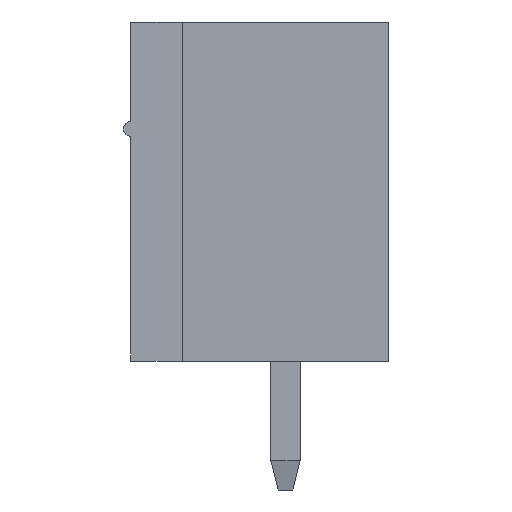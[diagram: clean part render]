
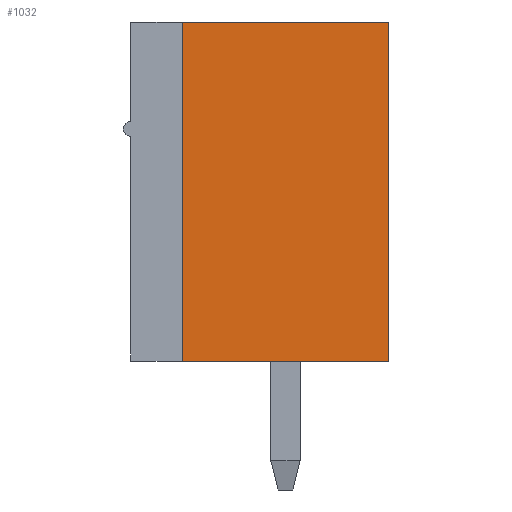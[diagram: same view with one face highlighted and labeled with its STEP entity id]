
A CAD part, left-side view. The second image highlights one B-rep face of the part: STEP entity #1032.
In plain terms, the highlighted planar face has unit normal (-1, 0, 0).
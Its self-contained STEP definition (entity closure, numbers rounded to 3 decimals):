
#1032 = ADVANCED_FACE( '', ( #2089 ), #2090, .F. );
#2089 = FACE_OUTER_BOUND( '', #3171, .T. );
#2090 = PLANE( '', #3172 );
#3171 = EDGE_LOOP( '', ( #6004, #6005, #6006, #6007 ) );
#3172 = AXIS2_PLACEMENT_3D( '', #6008, #6009, #6010 );
#6004 = ORIENTED_EDGE( '', *, *, #6783, .F. );
#6005 = ORIENTED_EDGE( '', *, *, #7019, .T. );
#6006 = ORIENTED_EDGE( '', *, *, #7398, .F. );
#6007 = ORIENTED_EDGE( '', *, *, #7315, .F. );
#6008 = CARTESIAN_POINT( '', ( -17.4, 0., 0. ) );
#6009 = DIRECTION( '', ( 1., 0., 0. ) );
#6010 = DIRECTION( '', ( 0., 0., -1. ) );
#6783 = EDGE_CURVE( '', #8205, #8207, #8208, .T. );
#7019 = EDGE_CURVE( '', #8205, #8606, #8607, .T. );
#7315 = EDGE_CURVE( '', #8207, #9073, #9074, .T. );
#7398 = EDGE_CURVE( '', #9073, #8606, #9189, .T. );
#8205 = VERTEX_POINT( '', #10243 );
#8207 = VERTEX_POINT( '', #10246 );
#8208 = LINE( '', #10247, #10248 );
#8606 = VERTEX_POINT( '', #10833 );
#8607 = LINE( '', #10834, #10835 );
#9073 = VERTEX_POINT( '', #11525 );
#9074 = LINE( '', #11526, #11527 );
#9189 = LINE( '', #11706, #11707 );
#10243 = CARTESIAN_POINT( '', ( -17.4, 2., 4.6 ) );
#10246 = CARTESIAN_POINT( '', ( -17.4, -3.6, 4.6 ) );
#10247 = CARTESIAN_POINT( '', ( -17.4, 3.6, 4.6 ) );
#10248 = VECTOR( '', #12930, 1000. );
#10833 = CARTESIAN_POINT( '', ( -17.4, 2., -4.6 ) );
#10834 = CARTESIAN_POINT( '', ( -17.4, 2., 0. ) );
#10835 = VECTOR( '', #13145, 1000. );
#11525 = CARTESIAN_POINT( '', ( -17.4, -3.6, -4.6 ) );
#11526 = CARTESIAN_POINT( '', ( -17.4, -3.6, 4.6 ) );
#11527 = VECTOR( '', #13400, 1000. );
#11706 = CARTESIAN_POINT( '', ( -17.4, -3.6, -4.6 ) );
#11707 = VECTOR( '', #13471, 1000. );
#12930 = DIRECTION( '', ( 0., -1., 0. ) );
#13145 = DIRECTION( '', ( 0., 0., -1. ) );
#13400 = DIRECTION( '', ( 0., 0., -1. ) );
#13471 = DIRECTION( '', ( 0., 1., 0. ) );
